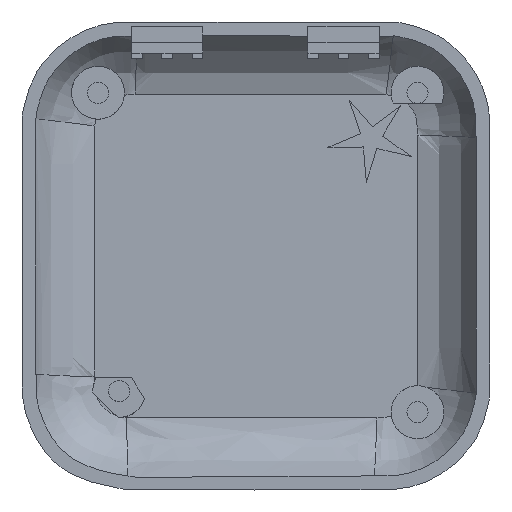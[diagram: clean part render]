
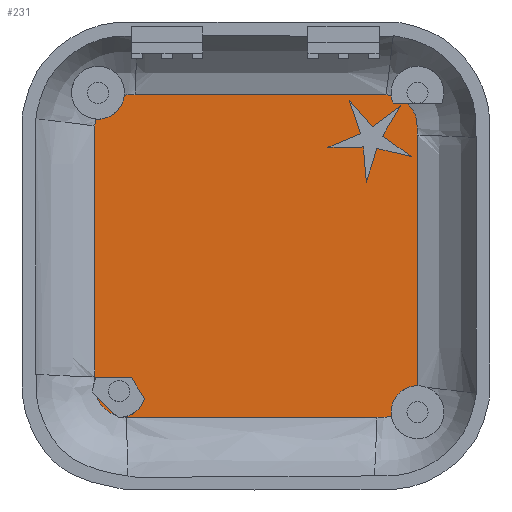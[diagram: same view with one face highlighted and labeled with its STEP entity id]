
A CAD part, top view. The second image highlights one B-rep face of the part: STEP entity #231.
In plain terms, the highlighted planar face has unit normal (0, 0, 1).
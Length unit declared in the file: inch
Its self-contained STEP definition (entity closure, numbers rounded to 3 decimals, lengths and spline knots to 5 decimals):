
#231=ADVANCED_FACE('',(#443),#3118,.T.);
#443=FACE_OUTER_BOUND('',#653,.T.);
#653=EDGE_LOOP('',(#940,#941,#942,#943,#944,#945,#946,#947));
#940=ORIENTED_EDGE('',*,*,#1825,.F.);
#941=ORIENTED_EDGE('',*,*,#1826,.F.);
#942=ORIENTED_EDGE('',*,*,#1827,.F.);
#943=ORIENTED_EDGE('',*,*,#1824,.F.);
#944=ORIENTED_EDGE('',*,*,#1828,.F.);
#945=ORIENTED_EDGE('',*,*,#1829,.F.);
#946=ORIENTED_EDGE('',*,*,#1830,.F.);
#947=ORIENTED_EDGE('',*,*,#1823,.F.);
#1823=EDGE_CURVE('',#2725,#2732,#2303,.T.);
#1824=EDGE_CURVE('',#2726,#2729,#2304,.T.);
#1825=EDGE_CURVE('',#2727,#2725,#2305,.T.);
#1826=EDGE_CURVE('',#2728,#2727,#2306,.T.);
#1827=EDGE_CURVE('',#2729,#2728,#2307,.T.);
#1828=EDGE_CURVE('',#2730,#2726,#2308,.T.);
#1829=EDGE_CURVE('',#2731,#2730,#2309,.T.);
#1830=EDGE_CURVE('',#2732,#2731,#2310,.T.);
#2303=B_SPLINE_CURVE_WITH_KNOTS('',3,(#6533,#6534,#6535,#6536,#6537,#6538,
#6539,#6540,#6541,#6542,#6543,#6544,#6545,#6546,#6547),.UNSPECIFIED.,.F.,
 .F.,(4,1,1,1,1,2,1,1,1,2,4),(-4.67912,-4.64256,-4.606,
-4.56945,-4.55117,-4.53289,-4.51462,
-4.49634,-4.47806,-4.45978,-4.45978),
 .UNSPECIFIED.);
#2304=B_SPLINE_CURVE_WITH_KNOTS('',3,(#6548,#6549,#6550,#6551,#6552,#6553,
#6554,#6555,#6556,#6557,#6558,#6559,#6560,#6561),.UNSPECIFIED.,.F.,.F.,
(4,2,1,2,1,1,1,2,4),(-2.33956,-2.26645,-2.22989,
-2.19334,-2.17506,-2.15678,-2.1385,
-2.12022,-2.12022),.UNSPECIFIED.);
#2305=B_SPLINE_CURVE_WITH_KNOTS('',3,(#6562,#6563,#6564,#6565,#6566,#6567,
#6568,#6569,#6570,#6571),.UNSPECIFIED.,.F.,.F.,(4,1,2,2,1,4),(-0.95044,
-0.91389,-0.87733,-0.58489,-0.07311,
0.),.UNSPECIFIED.);
#2306=B_SPLINE_CURVE_WITH_KNOTS('',3,(#6572,#6573,#6574,#6575,#6576,#6577,
#6578,#6579,#6580,#6581,#6582,#6583,#6584,#6585),.UNSPECIFIED.,.F.,.F.,
(4,2,1,2,1,1,1,2,4),(-1.16978,-1.09667,-1.06011,
-1.02356,-1.00528,-0.987,-0.96872,
-0.95045,-0.95044),.UNSPECIFIED.);
#2307=B_SPLINE_CURVE_WITH_KNOTS('',3,(#6586,#6587,#6588,#6589,#6590,#6591,
#6592,#6593,#6594),.UNSPECIFIED.,.F.,.F.,(4,1,2,2,4),(-2.12022,
-2.08367,-2.04711,-1.75467,-1.16978),
 .UNSPECIFIED.);
#2308=B_SPLINE_CURVE_WITH_KNOTS('',3,(#6595,#6596,#6597,#6598,#6599,#6600,
#6601,#6602,#6603),.UNSPECIFIED.,.F.,.F.,(4,1,2,2,4),(-3.29,
-3.25345,-3.21689,-2.92445,-2.33956),
 .UNSPECIFIED.);
#2309=B_SPLINE_CURVE_WITH_KNOTS('',3,(#6604,#6605,#6606,#6607,#6608,#6609,
#6610,#6611,#6612,#6613,#6614,#6615,#6616,#6617),.UNSPECIFIED.,.F.,.F.,
(4,2,1,2,1,1,1,2,4),(-3.50934,-3.43623,-3.39967,
-3.36311,-3.34484,-3.32656,-3.30828,
-3.29,-3.29),.UNSPECIFIED.);
#2310=B_SPLINE_CURVE_WITH_KNOTS('',3,(#6618,#6619,#6620,#6621,#6622,#6623,
#6624,#6625,#6626),.UNSPECIFIED.,.F.,.F.,(4,1,2,2,4),(-4.45978,
-4.42323,-4.38667,-4.09423,-3.50934),
 .UNSPECIFIED.);
#2725=VERTEX_POINT('',#5971);
#2726=VERTEX_POINT('',#5972);
#2727=VERTEX_POINT('',#5973);
#2728=VERTEX_POINT('',#5974);
#2729=VERTEX_POINT('',#5975);
#2730=VERTEX_POINT('',#5976);
#2731=VERTEX_POINT('',#5977);
#2732=VERTEX_POINT('',#5978);
#3118=PLANE('',#3285);
#3285=AXIS2_PLACEMENT_3D('',#3643,#3391,$);
#3391=DIRECTION('',(0.,0.,1.));
#3643=CARTESIAN_POINT('',(0.11808,0.11042,0.05));
#5971=CARTESIAN_POINT('',(0.23622,0.11142,0.05));
#5972=CARTESIAN_POINT('',(1.22049,1.33191,0.05));
#5973=CARTESIAN_POINT('',(1.18661,0.11149,0.05));
#5974=CARTESIAN_POINT('',(1.3386,0.22951,0.05));
#5975=CARTESIAN_POINT('',(1.3385,1.17991,0.05));
#5976=CARTESIAN_POINT('',(0.27009,1.33181,0.05));
#5977=CARTESIAN_POINT('',(0.11809,1.2138,0.05));
#5978=CARTESIAN_POINT('',(0.11818,0.2634,0.05));
#6533=CARTESIAN_POINT('',(0.23622,0.11142,0.05));
#6534=CARTESIAN_POINT('',(0.22403,0.11204,0.05));
#6535=CARTESIAN_POINT('',(0.19932,0.1162,0.05));
#6536=CARTESIAN_POINT('',(0.16662,0.1316,0.05));
#6537=CARTESIAN_POINT('',(0.14468,0.15311,0.05));
#6538=CARTESIAN_POINT('',(0.1314,0.17407,0.05));
#6539=CARTESIAN_POINT('',(0.12644,0.18535,0.05));
#6540=CARTESIAN_POINT('',(0.12236,0.19686,0.05));
#6541=CARTESIAN_POINT('',(0.11943,0.20855,0.05));
#6542=CARTESIAN_POINT('',(0.11788,0.2267,0.05));
#6543=CARTESIAN_POINT('',(0.11822,0.2451,0.05));
#6544=CARTESIAN_POINT('',(0.11821,0.25733,0.05));
#6545=CARTESIAN_POINT('',(0.11818,0.2634,0.05));
#6546=CARTESIAN_POINT('',(0.11818,0.2634,0.05));
#6547=CARTESIAN_POINT('',(0.11818,0.2634,0.05));
#6548=CARTESIAN_POINT('',(1.22049,1.33191,0.05));
#6549=CARTESIAN_POINT('',(1.24486,1.33193,0.05));
#6550=CARTESIAN_POINT('',(1.26914,1.32416,0.05));
#6551=CARTESIAN_POINT('',(1.29898,1.3029,0.05));
#6552=CARTESIAN_POINT('',(1.31648,1.28569,0.05));
#6553=CARTESIAN_POINT('',(1.32817,1.26387,0.05));
#6554=CARTESIAN_POINT('',(1.33431,1.2465,0.05));
#6555=CARTESIAN_POINT('',(1.33729,1.23476,0.05));
#6556=CARTESIAN_POINT('',(1.3388,1.2166,0.05));
#6557=CARTESIAN_POINT('',(1.33848,1.19822,0.05));
#6558=CARTESIAN_POINT('',(1.33848,1.18599,0.05));
#6559=CARTESIAN_POINT('',(1.3385,1.17992,0.05));
#6560=CARTESIAN_POINT('',(1.3385,1.17991,0.05));
#6561=CARTESIAN_POINT('',(1.3385,1.17991,0.05));
#6562=CARTESIAN_POINT('',(1.18661,0.11149,0.05));
#6563=CARTESIAN_POINT('',(1.17447,0.11145,0.05));
#6564=CARTESIAN_POINT('',(1.15012,0.11137,0.05));
#6565=CARTESIAN_POINT('',(1.12573,0.11144,0.05));
#6566=CARTESIAN_POINT('',(1.01608,0.11138,0.05));
#6567=CARTESIAN_POINT('',(0.91858,0.11148,0.05));
#6568=CARTESIAN_POINT('',(0.65052,0.11113,0.05));
#6569=CARTESIAN_POINT('',(0.45556,0.11235,0.05));
#6570=CARTESIAN_POINT('',(0.26059,0.11011,0.05));
#6571=CARTESIAN_POINT('',(0.23622,0.11142,0.05));
#6572=CARTESIAN_POINT('',(1.3386,0.22951,0.05));
#6573=CARTESIAN_POINT('',(1.33861,0.20514,0.05));
#6574=CARTESIAN_POINT('',(1.33086,0.18086,0.05));
#6575=CARTESIAN_POINT('',(1.30959,0.15103,0.05));
#6576=CARTESIAN_POINT('',(1.29238,0.13351,0.05));
#6577=CARTESIAN_POINT('',(1.27056,0.12183,0.05));
#6578=CARTESIAN_POINT('',(1.25319,0.11567,0.05));
#6579=CARTESIAN_POINT('',(1.24145,0.11272,0.05));
#6580=CARTESIAN_POINT('',(1.22329,0.1112,0.05));
#6581=CARTESIAN_POINT('',(1.20491,0.11154,0.05));
#6582=CARTESIAN_POINT('',(1.19268,0.11151,0.05));
#6583=CARTESIAN_POINT('',(1.18661,0.11149,0.05));
#6584=CARTESIAN_POINT('',(1.18661,0.11149,0.05));
#6585=CARTESIAN_POINT('',(1.18661,0.11149,0.05));
#6586=CARTESIAN_POINT('',(1.3385,1.17991,0.05));
#6587=CARTESIAN_POINT('',(1.33856,1.16778,0.05));
#6588=CARTESIAN_POINT('',(1.33862,1.14343,0.05));
#6589=CARTESIAN_POINT('',(1.33856,1.11904,0.05));
#6590=CARTESIAN_POINT('',(1.3386,1.00939,0.05));
#6591=CARTESIAN_POINT('',(1.33858,0.91189,0.05));
#6592=CARTESIAN_POINT('',(1.33859,0.61945,0.05));
#6593=CARTESIAN_POINT('',(1.33857,0.4245,0.05));
#6594=CARTESIAN_POINT('',(1.3386,0.22951,0.05));
#6595=CARTESIAN_POINT('',(0.27009,1.33181,0.05));
#6596=CARTESIAN_POINT('',(0.28222,1.33186,0.05));
#6597=CARTESIAN_POINT('',(0.30657,1.33193,0.05));
#6598=CARTESIAN_POINT('',(0.33096,1.33187,0.05));
#6599=CARTESIAN_POINT('',(0.44061,1.3319,0.05));
#6600=CARTESIAN_POINT('',(0.53811,1.33189,0.05));
#6601=CARTESIAN_POINT('',(0.83055,1.3319,0.05));
#6602=CARTESIAN_POINT('',(1.0255,1.33188,0.05));
#6603=CARTESIAN_POINT('',(1.22049,1.33191,0.05));
#6604=CARTESIAN_POINT('',(0.11809,1.2138,0.05));
#6605=CARTESIAN_POINT('',(0.11809,1.23817,0.05));
#6606=CARTESIAN_POINT('',(0.12583,1.26245,0.05));
#6607=CARTESIAN_POINT('',(0.14711,1.29228,0.05));
#6608=CARTESIAN_POINT('',(0.16431,1.3098,0.05));
#6609=CARTESIAN_POINT('',(0.18613,1.32147,0.05));
#6610=CARTESIAN_POINT('',(0.2035,1.32763,0.05));
#6611=CARTESIAN_POINT('',(0.21524,1.3306,0.05));
#6612=CARTESIAN_POINT('',(0.2334,1.33211,0.05));
#6613=CARTESIAN_POINT('',(0.25178,1.33179,0.05));
#6614=CARTESIAN_POINT('',(0.26401,1.33179,0.05));
#6615=CARTESIAN_POINT('',(0.27008,1.33181,0.05));
#6616=CARTESIAN_POINT('',(0.27009,1.33181,0.05));
#6617=CARTESIAN_POINT('',(0.27009,1.33181,0.05));
#6618=CARTESIAN_POINT('',(0.11818,0.2634,0.05));
#6619=CARTESIAN_POINT('',(0.11814,0.27553,0.05));
#6620=CARTESIAN_POINT('',(0.11807,0.29988,0.05));
#6621=CARTESIAN_POINT('',(0.11813,0.32427,0.05));
#6622=CARTESIAN_POINT('',(0.1181,0.43392,0.05));
#6623=CARTESIAN_POINT('',(0.11812,0.53142,0.05));
#6624=CARTESIAN_POINT('',(0.1181,0.82386,0.05));
#6625=CARTESIAN_POINT('',(0.11813,1.01881,0.05));
#6626=CARTESIAN_POINT('',(0.11809,1.2138,0.05));
